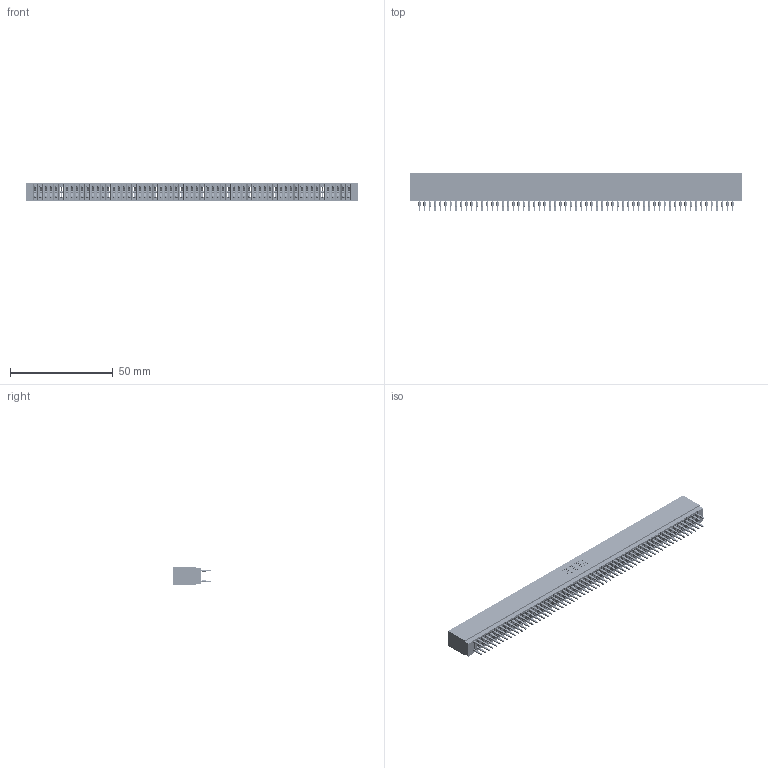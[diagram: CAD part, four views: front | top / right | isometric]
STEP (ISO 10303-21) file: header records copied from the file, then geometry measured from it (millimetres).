
FILE_DESCRIPTION (( 'STEP AP203' ), '1' );
FILE_NAME ('725-122-525-201.STEP', '2020-09-10T10:17:40', ( '' ), ( '' ), 'SwSTEP 2.0', 'SolidWorks 2020', '' );
FILE_SCHEMA (( 'CONFIG_CONTROL_DESIGN' ));
Products named in the file (3): 725 Part_Insulator Option - 01; 745-292-001_525; 725-122-525-201
Assembly tree (123 placements, depth 2):
  725-122-525-201
    725 Part_Insulator Option - 01
    745-292-001_525  x122
Bounding box: 161.54 x 18.81 x 8.89 mm (x, y, z)
Volume: 12681.4 mm3; surface area: 27118.8 mm2
Topology: 123 solids, 123 shells, 11014 faces, 29595 edges, 18590 vertices
Faces by surface type: plane 5667, bspline 2440, cylinder 2175, torus 732
Entity records: 100071 total; most frequent: CARTESIAN_POINT 17851, ORIENTED_EDGE 17324, DIRECTION 15120, EDGE_CURVE 8662, VECTOR 8114, LINE 8114, VERTEX_POINT 5522, AXIS2_PLACEMENT_3D 3503
